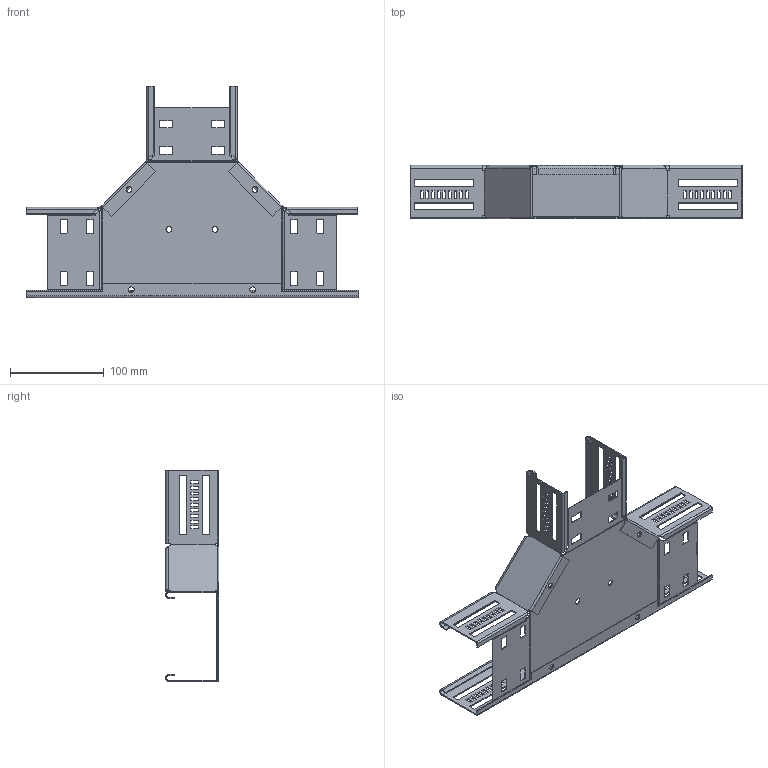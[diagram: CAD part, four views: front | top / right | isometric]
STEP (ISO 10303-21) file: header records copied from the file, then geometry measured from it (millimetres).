
FILE_DESCRIPTION (( 'STEP AP214' ), '1' );
FILE_NAME ('6038100.STEP', '2024-05-24T12:36:23', ( '' ), ( '' ), 'SwSTEP 2.0', 'SolidWorks 2022', '' );
FILE_SCHEMA (( 'AUTOMOTIVE_DESIGN' ));
Length unit declared in the file: millimetre
Products named in the file (4): 172072_100; 6038100; 172093_100; 167655_60x90°
Assembly tree (4 placements, depth 2):
  6038100
    172072_100
    167655_60x90°  x2
    172093_100
Bounding box: 354 x 57 x 224.99 mm (x, y, z)
Volume: 96961.1 mm3; surface area: 192878.3 mm2
Topology: 4 solids, 4 shells, 678 faces, 1818 edges, 1148 vertices
Faces by surface type: plane 482, cylinder 180, bspline 16
Entity records: 16180 total; most frequent: CARTESIAN_POINT 3121, ORIENTED_EDGE 2660, DIRECTION 2492, EDGE_CURVE 1330, VECTOR 1030, LINE 1030, VERTEX_POINT 844, AXIS2_PLACEMENT_3D 731
